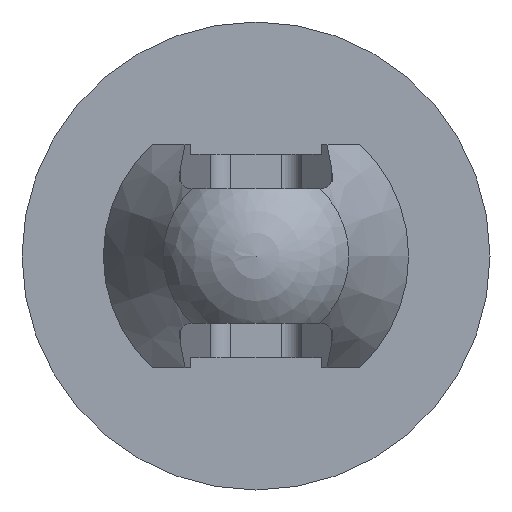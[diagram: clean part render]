
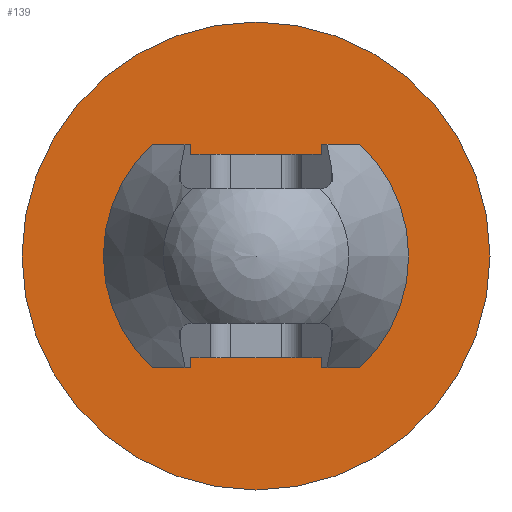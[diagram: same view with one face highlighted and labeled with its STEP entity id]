
A CAD part, front view. The second image highlights one B-rep face of the part: STEP entity #139.
In plain terms, the highlighted planar face has unit normal (0, -1, 0).
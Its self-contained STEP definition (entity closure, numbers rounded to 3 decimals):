
#139 = ADVANCED_FACE( '', ( #279, #280 ), #281, .F. );
#279 = FACE_BOUND( '', #414, .T. );
#280 = FACE_OUTER_BOUND( '', #415, .T. );
#281 = PLANE( '', #416 );
#414 = EDGE_LOOP( '', ( #802, #803, #804, #805 ) );
#415 = EDGE_LOOP( '', ( #806 ) );
#416 = AXIS2_PLACEMENT_3D( '', #807, #808, #809 );
#802 = ORIENTED_EDGE( '', *, *, #966, .F. );
#803 = ORIENTED_EDGE( '', *, *, #998, .F. );
#804 = ORIENTED_EDGE( '', *, *, #981, .T. );
#805 = ORIENTED_EDGE( '', *, *, #912, .F. );
#806 = ORIENTED_EDGE( '', *, *, #838, .T. );
#807 = CARTESIAN_POINT( '', ( -2.3, -6., 0. ) );
#808 = DIRECTION( '', ( 0., 1., 0. ) );
#809 = DIRECTION( '', ( -1., 0., 0. ) );
#838 = EDGE_CURVE( '', #1003, #1003, #1004, .T. );
#912 = EDGE_CURVE( '', #1136, #1138, #1139, .T. );
#966 = EDGE_CURVE( '', #1210, #1136, #1211, .T. );
#981 = EDGE_CURVE( '', #1227, #1138, #1228, .T. );
#998 = EDGE_CURVE( '', #1227, #1210, #1243, .T. );
#1003 = VERTEX_POINT( '', #1248 );
#1004 = CIRCLE( '', #1249, 2.3 );
#1136 = VERTEX_POINT( '', #1454 );
#1138 = VERTEX_POINT( '', #1457 );
#1139 = CIRCLE( '', #1458, 1.25 );
#1210 = VERTEX_POINT( '', #1588 );
#1211 = LINE( '', #1589, #1590 );
#1227 = VERTEX_POINT( '', #1619 );
#1228 = LINE( '', #1620, #1621 );
#1243 = CIRCLE( '', #1644, 1.25 );
#1248 = CARTESIAN_POINT( '', ( 2.3, -6., 0. ) );
#1249 = AXIS2_PLACEMENT_3D( '', #1648, #1649, #1650 );
#1454 = CARTESIAN_POINT( '', ( -0.75, -6., 1. ) );
#1457 = CARTESIAN_POINT( '', ( -0.75, -6., -1. ) );
#1458 = AXIS2_PLACEMENT_3D( '', #1741, #1742, #1743 );
#1588 = CARTESIAN_POINT( '', ( 0.75, -6., 1. ) );
#1589 = CARTESIAN_POINT( '', ( 2.5, -6., 1. ) );
#1590 = VECTOR( '', #1786, 1000. );
#1619 = CARTESIAN_POINT( '', ( 0.75, -6., -1. ) );
#1620 = CARTESIAN_POINT( '', ( 2.5, -6., -1. ) );
#1621 = VECTOR( '', #1794, 1000. );
#1644 = AXIS2_PLACEMENT_3D( '', #1803, #1804, #1805 );
#1648 = CARTESIAN_POINT( '', ( 0., -6., 0. ) );
#1649 = DIRECTION( '', ( 0., -1., 0. ) );
#1650 = DIRECTION( '', ( 1., 0., 0. ) );
#1741 = CARTESIAN_POINT( '', ( 0., -6., 0. ) );
#1742 = DIRECTION( '', ( 0., -1., 0. ) );
#1743 = DIRECTION( '', ( 1., 0., 0. ) );
#1786 = DIRECTION( '', ( -1., 0., 0. ) );
#1794 = DIRECTION( '', ( -1., 0., 0. ) );
#1803 = CARTESIAN_POINT( '', ( 0., -6., 0. ) );
#1804 = DIRECTION( '', ( 0., -1., 0. ) );
#1805 = DIRECTION( '', ( 1., 0., 0. ) );
